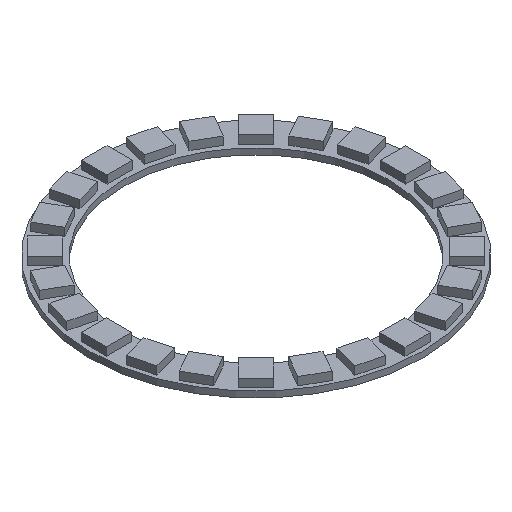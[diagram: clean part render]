
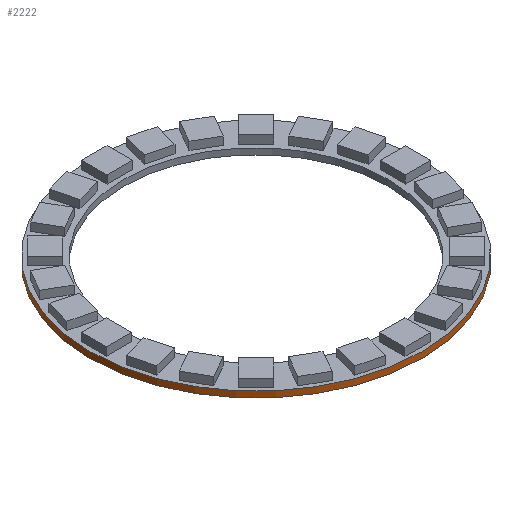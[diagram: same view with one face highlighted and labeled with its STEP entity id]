
A CAD part, isometric view. The second image highlights one B-rep face of the part: STEP entity #2222.
In plain terms, the highlighted cylindrical face has radius 33 mm (diameter 66 mm), a full revolution.
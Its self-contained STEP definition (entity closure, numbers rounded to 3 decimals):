
#43=CIRCLE('',#2363,33.);
#44=CIRCLE('',#2364,33.);
#46=CYLINDRICAL_SURFACE('',#2362,33.);
#168=FACE_OUTER_BOUND('',#292,.T.);
#292=EDGE_LOOP('',(#1875,#1876,#1877,#1878));
#610=LINE('',#3526,#900);
#900=VECTOR('',#2908,33.);
#1095=VERTEX_POINT('',#3523);
#1096=VERTEX_POINT('',#3525);
#1388=EDGE_CURVE('',#1095,#1095,#43,.T.);
#1389=EDGE_CURVE('',#1095,#1096,#610,.T.);
#1390=EDGE_CURVE('',#1096,#1096,#44,.T.);
#1875=ORIENTED_EDGE('',*,*,#1388,.F.);
#1876=ORIENTED_EDGE('',*,*,#1389,.T.);
#1877=ORIENTED_EDGE('',*,*,#1390,.F.);
#1878=ORIENTED_EDGE('',*,*,#1389,.F.);
#2222=ADVANCED_FACE('',(#168),#46,.T.);
#2362=AXIS2_PLACEMENT_3D('',#3522,#2904,#2905);
#2363=AXIS2_PLACEMENT_3D('',#3524,#2906,#2907);
#2364=AXIS2_PLACEMENT_3D('',#3527,#2909,#2910);
#2904=DIRECTION('center_axis',(0.,0.,-1.));
#2905=DIRECTION('ref_axis',(1.,0.,0.));
#2906=DIRECTION('center_axis',(0.,0.,-1.));
#2907=DIRECTION('ref_axis',(1.,0.,0.));
#2908=DIRECTION('',(0.,0.,1.));
#2909=DIRECTION('center_axis',(0.,0.,1.));
#2910=DIRECTION('ref_axis',(1.,0.,0.));
#3522=CARTESIAN_POINT('Origin',(0.,0.,0.));
#3523=CARTESIAN_POINT('',(-33.,0.,-1.2));
#3524=CARTESIAN_POINT('Origin',(0.,0.,-1.2));
#3525=CARTESIAN_POINT('',(-33.,0.,0.));
#3526=CARTESIAN_POINT('',(-33.,0.,0.));
#3527=CARTESIAN_POINT('Origin',(0.,0.,0.));
